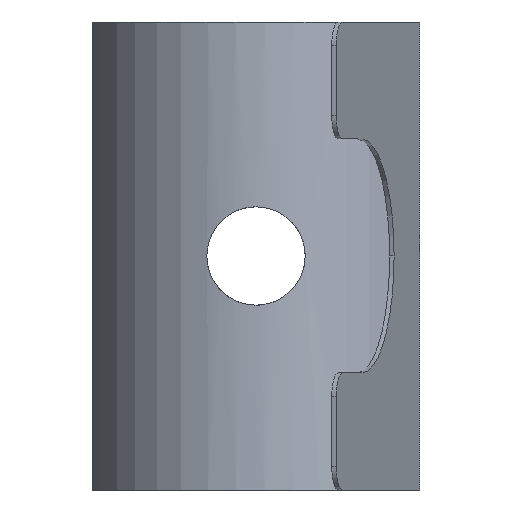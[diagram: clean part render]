
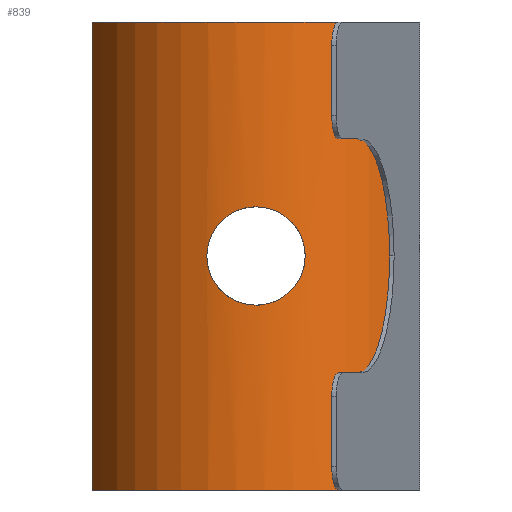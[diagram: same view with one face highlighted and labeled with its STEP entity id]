
A CAD part, front view. The second image highlights one B-rep face of the part: STEP entity #839.
In plain terms, the highlighted cylindrical face has radius 7.28 mm (diameter 14.56 mm), a partial arc.
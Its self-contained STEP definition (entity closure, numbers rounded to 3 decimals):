
#5 = CARTESIAN_POINT ( 'NONE',  ( 0.277, -7.276, 2.086 ) ) ;
#26 = CARTESIAN_POINT ( 'NONE',  ( -1.992, -7.002, -0.678 ) ) ;
#27 = VERTEX_POINT ( 'NONE', #136 ) ;
#31 = CARTESIAN_POINT ( 'NONE',  ( -7., -2., 10. ) ) ;
#32 = CARTESIAN_POINT ( 'NONE',  ( -0.932, -7.221, -1.887 ) ) ;
#41 = CARTESIAN_POINT ( 'NONE',  ( -2.086, -6.975, 0.275 ) ) ;
#46 = CARTESIAN_POINT ( 'NONE',  ( -1.388, -7.147, -1.582 ) ) ;
#58 = AXIS2_PLACEMENT_3D ( 'NONE', #626, #1068, #1081 ) ;
#59 = EDGE_CURVE ( 'NONE', #98, #1069, #424, .T. ) ;
#94 = DIRECTION ( 'NONE',  ( 0., 0., -1. ) ) ;
#98 = VERTEX_POINT ( 'NONE', #250 ) ;
#106 = ORIENTED_EDGE ( 'NONE', *, *, #59, .F. ) ;
#109 = CARTESIAN_POINT ( 'NONE',  ( -0.547, -7.261, 2.032 ) ) ;
#129 = CARTESIAN_POINT ( 'NONE',  ( 0.138, -7.28, -2.1 ) ) ;
#136 = CARTESIAN_POINT ( 'NONE',  ( 0., -7.28, -2.1 ) ) ;
#143 = CARTESIAN_POINT ( 'NONE',  ( 1.055, -7.204, -1.821 ) ) ;
#159 = EDGE_CURVE ( 'NONE', #27, #956, #1090, .T. ) ;
#164 = LINE ( 'NONE', #521, #300 ) ;
#188 = CARTESIAN_POINT ( 'NONE',  ( 1.282, -7.167, 1.669 ) ) ;
#191 = FACE_BOUND ( 'NONE', #504, .T. ) ;
#207 = VERTEX_POINT ( 'NONE', #31 ) ;
#210 = CARTESIAN_POINT ( 'NONE',  ( -0.275, -7.28, -2.1 ) ) ;
#250 = CARTESIAN_POINT ( 'NONE',  ( 6.342, -3.575, 10. ) ) ;
#270 = CARTESIAN_POINT ( 'NONE',  ( 0., -7.28, 2.1 ) ) ;
#281 = CARTESIAN_POINT ( 'NONE',  ( 0.14, -7.28, 2.1 ) ) ;
#289 = CARTESIAN_POINT ( 'NONE',  ( -7., -2., -10. ) ) ;
#298 = CARTESIAN_POINT ( 'NONE',  ( -0.553, -7.264, -2.044 ) ) ;
#300 = VECTOR ( 'NONE', #94, 1000. ) ;
#306 = VERTEX_POINT ( 'NONE', #289 ) ;
#310 = CARTESIAN_POINT ( 'NONE',  ( 1.834, -7.046, 1.059 ) ) ;
#313 = EDGE_CURVE ( 'NONE', #207, #98, #697, .T. ) ;
#314 = EDGE_CURVE ( 'NONE', #956, #27, #951, .T. ) ;
#321 = CARTESIAN_POINT ( 'NONE',  ( -1.821, -7.049, -1.055 ) ) ;
#326 = CARTESIAN_POINT ( 'NONE',  ( 2.032, -6.991, -0.547 ) ) ;
#342 = CARTESIAN_POINT ( 'NONE',  ( 1.833, -7.046, -1.061 ) ) ;
#367 = CARTESIAN_POINT ( 'NONE',  ( 0.68, -7.249, 1.992 ) ) ;
#401 = CARTESIAN_POINT ( 'NONE',  ( 0., -7.28, -2.1 ) ) ;
#402 = CARTESIAN_POINT ( 'NONE',  ( -1.389, -7.147, 1.581 ) ) ;
#424 = LINE ( 'NONE', #612, #828 ) ;
#469 = CARTESIAN_POINT ( 'NONE',  ( -1.582, -7.107, -1.388 ) ) ;
#477 = CARTESIAN_POINT ( 'NONE',  ( -1.834, -7.046, 1.059 ) ) ;
#483 = DIRECTION ( 'NONE',  ( 0., 0., 1. ) ) ;
#495 = EDGE_CURVE ( 'NONE', #306, #1069, #1013, .T. ) ;
#498 = CARTESIAN_POINT ( 'NONE',  ( -1.992, -7.003, 0.679 ) ) ;
#502 = CARTESIAN_POINT ( 'NONE',  ( 0.277, -7.276, -2.086 ) ) ;
#504 = EDGE_LOOP ( 'NONE', ( #996, #655 ) ) ;
#521 = CARTESIAN_POINT ( 'NONE',  ( -7., -2., 10. ) ) ;
#525 = DIRECTION ( 'NONE',  ( 1., 0., 0. ) ) ;
#543 = CARTESIAN_POINT ( 'NONE',  ( 1.389, -7.147, 1.581 ) ) ;
#550 = CARTESIAN_POINT ( 'NONE',  ( -1.055, -7.204, -1.821 ) ) ;
#559 = CARTESIAN_POINT ( 'NONE',  ( 1.054, -7.204, 1.821 ) ) ;
#573 = DIRECTION ( 'NONE',  ( 1., 0., 0. ) ) ;
#598 = ORIENTED_EDGE ( 'NONE', *, *, #313, .F. ) ;
#612 = CARTESIAN_POINT ( 'NONE',  ( 6.342, -3.575, 10. ) ) ;
#626 = CARTESIAN_POINT ( 'NONE',  ( 0., 0., 10. ) ) ;
#630 = EDGE_CURVE ( 'NONE', #207, #306, #164, .T. ) ;
#631 = FACE_OUTER_BOUND ( 'NONE', #762, .T. ) ;
#648 = CARTESIAN_POINT ( 'NONE',  ( 0., 0., 10. ) ) ;
#655 = ORIENTED_EDGE ( 'NONE', *, *, #159, .T. ) ;
#657 = AXIS2_PLACEMENT_3D ( 'NONE', #970, #888, #525 ) ;
#661 = CARTESIAN_POINT ( 'NONE',  ( -0.934, -7.221, 1.886 ) ) ;
#668 = CARTESIAN_POINT ( 'NONE',  ( -0.681, -7.249, 1.991 ) ) ;
#674 = CARTESIAN_POINT ( 'NONE',  ( 2.1, -6.971, 0.139 ) ) ;
#680 = CARTESIAN_POINT ( 'NONE',  ( 2.1, -6.971, -0.137 ) ) ;
#687 = CARTESIAN_POINT ( 'NONE',  ( 1.992, -7.002, -0.678 ) ) ;
#697 = CIRCLE ( 'NONE', #1034, 7.28 ) ;
#749 = CARTESIAN_POINT ( 'NONE',  ( -2.033, -6.991, 0.545 ) ) ;
#762 = EDGE_LOOP ( 'NONE', ( #106, #598, #1126, #1021 ) ) ;
#765 = CARTESIAN_POINT ( 'NONE',  ( -0.277, -7.276, 2.086 ) ) ;
#769 = CARTESIAN_POINT ( 'NONE',  ( 0.548, -7.261, -2.032 ) ) ;
#770 = CARTESIAN_POINT ( 'NONE',  ( -1.886, -7.032, -0.935 ) ) ;
#788 = CARTESIAN_POINT ( 'NONE',  ( 2.086, -6.975, -0.277 ) ) ;
#810 = CYLINDRICAL_SURFACE ( 'NONE', #58, 7.28 ) ;
#819 = CARTESIAN_POINT ( 'NONE',  ( 0., -7.28, 2.1 ) ) ;
#828 = VECTOR ( 'NONE', #1045, 1000. ) ;
#833 = CARTESIAN_POINT ( 'NONE',  ( -1.669, -7.087, -1.281 ) ) ;
#839 = ADVANCED_FACE ( 'NONE', ( #191, #631 ), #810, .T. ) ;
#849 = CARTESIAN_POINT ( 'NONE',  ( -2.1, -6.971, 0.138 ) ) ;
#855 = CARTESIAN_POINT ( 'NONE',  ( -1.678, -7.087, 1.292 ) ) ;
#862 = CARTESIAN_POINT ( 'NONE',  ( -1.054, -7.204, 1.821 ) ) ;
#866 = CARTESIAN_POINT ( 'NONE',  ( 1.679, -7.087, -1.291 ) ) ;
#888 = DIRECTION ( 'NONE',  ( 0., 0., 1. ) ) ;
#908 = CARTESIAN_POINT ( 'NONE',  ( 1.678, -7.087, 1.292 ) ) ;
#924 = CARTESIAN_POINT ( 'NONE',  ( -1.282, -7.167, 1.669 ) ) ;
#927 = CARTESIAN_POINT ( 'NONE',  ( 6.342, -3.575, -10. ) ) ;
#936 = CARTESIAN_POINT ( 'NONE',  ( -2.086, -6.975, -0.278 ) ) ;
#943 = CARTESIAN_POINT ( 'NONE',  ( -2.1, -6.971, -0.139 ) ) ;
#948 = CARTESIAN_POINT ( 'NONE',  ( 1.387, -7.147, -1.582 ) ) ;
#951 = B_SPLINE_CURVE_WITH_KNOTS ( 'NONE', 3,
 ( #819, #281, #5, #1103, #367, #1010, #559, #188, #543, #908, #310, #1141, #1130, #954, #674, #680, #788, #326, #687, #342, #866, #948, #1051, #143, #1039, #1031, #769, #502, #129, #401 ),
 .UNSPECIFIED., .F., .F.,
 ( 4, 2, 2, 2, 2, 2, 2, 2, 2, 2, 2, 2, 2, 2, 4 ),
 ( 0., 0., 0.001, 0.001, 0.002, 0.002, 0.003, 0.003, 0.004, 0.004, 0.005, 0.005, 0.006, 0.006, 0.007 ),
 .UNSPECIFIED. ) ;
#954 = CARTESIAN_POINT ( 'NONE',  ( 2.086, -6.975, 0.276 ) ) ;
#956 = VERTEX_POINT ( 'NONE', #270 ) ;
#970 = CARTESIAN_POINT ( 'NONE',  ( 0., 0., -10. ) ) ;
#996 = ORIENTED_EDGE ( 'NONE', *, *, #314, .T. ) ;
#1005 = CARTESIAN_POINT ( 'NONE',  ( -1.283, -7.167, -1.668 ) ) ;
#1010 = CARTESIAN_POINT ( 'NONE',  ( 0.934, -7.221, 1.886 ) ) ;
#1013 = CIRCLE ( 'NONE', #657, 7.28 ) ;
#1020 = CARTESIAN_POINT ( 'NONE',  ( 0., -7.28, 2.1 ) ) ;
#1021 = ORIENTED_EDGE ( 'NONE', *, *, #495, .T. ) ;
#1031 = CARTESIAN_POINT ( 'NONE',  ( 0.679, -7.249, -1.992 ) ) ;
#1034 = AXIS2_PLACEMENT_3D ( 'NONE', #648, #483, #573 ) ;
#1039 = CARTESIAN_POINT ( 'NONE',  ( 0.932, -7.221, -1.887 ) ) ;
#1045 = DIRECTION ( 'NONE',  ( 0., 0., -1. ) ) ;
#1051 = CARTESIAN_POINT ( 'NONE',  ( 1.282, -7.167, -1.669 ) ) ;
#1068 = DIRECTION ( 'NONE',  ( 0., 0., -1. ) ) ;
#1069 = VERTEX_POINT ( 'NONE', #927 ) ;
#1081 = DIRECTION ( 'NONE',  ( -1., 0., 0. ) ) ;
#1090 = B_SPLINE_CURVE_WITH_KNOTS ( 'NONE', 3,
 ( #1113, #210, #298, #32, #550, #1005, #46, #469, #833, #321, #770, #26, #1098, #936, #943, #849, #41, #749, #498, #477, #855, #402, #924, #862, #661, #668, #109, #765, #1104, #1020 ),
 .UNSPECIFIED., .F., .F.,
 ( 4, 2, 2, 2, 2, 2, 2, 2, 2, 2, 2, 2, 2, 2, 4 ),
 ( 0.007, 0.007, 0.008, 0.008, 0.009, 0.009, 0.009, 0.01, 0.01, 0.011, 0.012, 0.012, 0.012, 0.013, 0.013 ),
 .UNSPECIFIED. ) ;
#1098 = CARTESIAN_POINT ( 'NONE',  ( -2.032, -6.991, -0.547 ) ) ;
#1103 = CARTESIAN_POINT ( 'NONE',  ( 0.546, -7.261, 2.032 ) ) ;
#1104 = CARTESIAN_POINT ( 'NONE',  ( -0.14, -7.28, 2.1 ) ) ;
#1113 = CARTESIAN_POINT ( 'NONE',  ( 0., -7.28, -2.1 ) ) ;
#1126 = ORIENTED_EDGE ( 'NONE', *, *, #630, .T. ) ;
#1130 = CARTESIAN_POINT ( 'NONE',  ( 2.032, -6.991, 0.547 ) ) ;
#1141 = CARTESIAN_POINT ( 'NONE',  ( 1.992, -7.003, 0.68 ) ) ;
